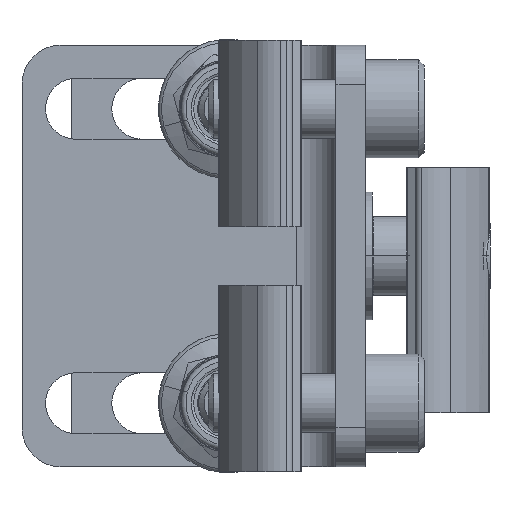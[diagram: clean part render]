
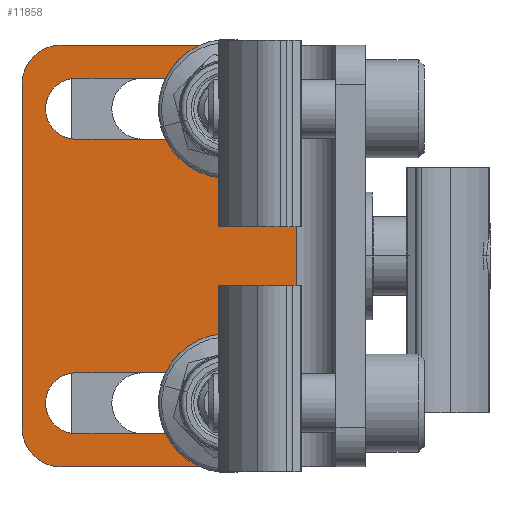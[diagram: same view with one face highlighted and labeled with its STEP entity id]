
A CAD part, front view. The second image highlights one B-rep face of the part: STEP entity #11858.
In plain terms, the highlighted face is planar.
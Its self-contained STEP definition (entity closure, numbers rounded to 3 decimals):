
#359 = DIRECTION ( 'NONE',  ( 1., 0., 0. ) ) ;
#395 = VERTEX_POINT ( 'NONE', #6904 ) ;
#530 = AXIS2_PLACEMENT_3D ( 'NONE', #13834, #19662, #3732 ) ;
#888 = CIRCLE ( 'NONE', #5346, 4. ) ;
#904 = DIRECTION ( 'NONE',  ( 0., 1., 0. ) ) ;
#945 = VECTOR ( 'NONE', #904, 1000. ) ;
#1030 = EDGE_CURVE ( 'NONE', #11463, #395, #18504, .T. ) ;
#1037 = CARTESIAN_POINT ( 'NONE',  ( 3., 7.4, 15. ) ) ;
#1101 = ORIENTED_EDGE ( 'NONE', *, *, #9245, .F. ) ;
#1679 = EDGE_CURVE ( 'NONE', #18956, #5545, #15835, .T. ) ;
#1738 = VERTEX_POINT ( 'NONE', #14111 ) ;
#1813 = VERTEX_POINT ( 'NONE', #15405 ) ;
#2024 = AXIS2_PLACEMENT_3D ( 'NONE', #8959, #21851, #4048 ) ;
#2432 = LINE ( 'NONE', #3944, #945 ) ;
#2549 = VERTEX_POINT ( 'NONE', #1037 ) ;
#2590 = EDGE_CURVE ( 'NONE', #5545, #395, #888, .T. ) ;
#2635 = VERTEX_POINT ( 'NONE', #16113 ) ;
#2788 = CARTESIAN_POINT ( 'NONE',  ( 3., 35., 11.9 ) ) ;
#2885 = AXIS2_PLACEMENT_3D ( 'NONE', #12276, #3141, #10299 ) ;
#3118 = CARTESIAN_POINT ( 'NONE',  ( 3., 10.5, 15. ) ) ;
#3141 = DIRECTION ( 'NONE',  ( 1., 0., 0. ) ) ;
#3171 = CARTESIAN_POINT ( 'NONE',  ( 3., 35., 17.5 ) ) ;
#3179 = VERTEX_POINT ( 'NONE', #19767 ) ;
#3291 = CIRCLE ( 'NONE', #11917, 3.1 ) ;
#3361 = LINE ( 'NONE', #14337, #13117 ) ;
#3569 = CARTESIAN_POINT ( 'NONE',  ( 3., 7., -21.5 ) ) ;
#3732 = DIRECTION ( 'NONE',  ( 0., -1., 0. ) ) ;
#3886 = FACE_BOUND ( 'NONE', #12373, .T. ) ;
#3944 = CARTESIAN_POINT ( 'NONE',  ( 3., 35., -18.1 ) ) ;
#4023 = DIRECTION ( 'NONE',  ( 0., 0., 1. ) ) ;
#4048 = DIRECTION ( 'NONE',  ( 0., -1., 0. ) ) ;
#4064 = EDGE_CURVE ( 'NONE', #21145, #14819, #3361, .T. ) ;
#4286 = CARTESIAN_POINT ( 'NONE',  ( 3., 29.5, 18.1 ) ) ;
#5065 = EDGE_LOOP ( 'NONE', ( #8697, #22941, #5490, #18706, #6095, #20830 ) ) ;
#5346 = AXIS2_PLACEMENT_3D ( 'NONE', #10139, #17743, #21349 ) ;
#5476 = LINE ( 'NONE', #20014, #5633 ) ;
#5490 = ORIENTED_EDGE ( 'NONE', *, *, #8376, .F. ) ;
#5545 = VERTEX_POINT ( 'NONE', #11986 ) ;
#5633 = VECTOR ( 'NONE', #11216, 1000. ) ;
#5734 = DIRECTION ( 'NONE',  ( 0., 0., 1. ) ) ;
#5768 = DIRECTION ( 'NONE',  ( -1., 0., 0. ) ) ;
#5892 = FACE_BOUND ( 'NONE', #17372, .T. ) ;
#6095 = ORIENTED_EDGE ( 'NONE', *, *, #2590, .F. ) ;
#6380 = EDGE_CURVE ( 'NONE', #2635, #9083, #3291, .T. ) ;
#6542 = CARTESIAN_POINT ( 'NONE',  ( 3., 10.5, -15. ) ) ;
#6773 = DIRECTION ( 'NONE',  ( 1., 0., 0. ) ) ;
#6904 = CARTESIAN_POINT ( 'NONE',  ( 3., 31., -21.5 ) ) ;
#7029 = CIRCLE ( 'NONE', #14826, 4. ) ;
#7286 = CIRCLE ( 'NONE', #20295, 3.1 ) ;
#7513 = EDGE_CURVE ( 'NONE', #13458, #1813, #15062, .T. ) ;
#7609 = VECTOR ( 'NONE', #8657, 1000. ) ;
#8119 = VERTEX_POINT ( 'NONE', #21188 ) ;
#8376 = EDGE_CURVE ( 'NONE', #11463, #21145, #11521, .T. ) ;
#8529 = ORIENTED_EDGE ( 'NONE', *, *, #9479, .F. ) ;
#8536 = CARTESIAN_POINT ( 'NONE',  ( 3., 35., 21.5 ) ) ;
#8657 = DIRECTION ( 'NONE',  ( 0., 0., -1. ) ) ;
#8697 = ORIENTED_EDGE ( 'NONE', *, *, #21063, .F. ) ;
#8870 = CIRCLE ( 'NONE', #2885, 3.1 ) ;
#8909 = DIRECTION ( 'NONE',  ( 0., -1., 0. ) ) ;
#8959 = CARTESIAN_POINT ( 'NONE',  ( 3., 29.5, -15. ) ) ;
#9014 = AXIS2_PLACEMENT_3D ( 'NONE', #3118, #6773, #20951 ) ;
#9083 = VERTEX_POINT ( 'NONE', #4286 ) ;
#9133 = LINE ( 'NONE', #10788, #18616 ) ;
#9245 = EDGE_CURVE ( 'NONE', #8119, #2635, #11702, .T. ) ;
#9359 = DIRECTION ( 'NONE',  ( 0., -1., 0. ) ) ;
#9479 = EDGE_CURVE ( 'NONE', #23021, #2549, #15332, .T. ) ;
#9774 = ORIENTED_EDGE ( 'NONE', *, *, #6380, .F. ) ;
#9800 = ORIENTED_EDGE ( 'NONE', *, *, #19718, .F. ) ;
#10139 = CARTESIAN_POINT ( 'NONE',  ( 3., 31., -17.5 ) ) ;
#10268 = AXIS2_PLACEMENT_3D ( 'NONE', #21689, #5768, #18318 ) ;
#10299 = DIRECTION ( 'NONE',  ( 0., -1., 0. ) ) ;
#10427 = ORIENTED_EDGE ( 'NONE', *, *, #20122, .F. ) ;
#10788 = CARTESIAN_POINT ( 'NONE',  ( 3., 35., -11.9 ) ) ;
#10988 = ORIENTED_EDGE ( 'NONE', *, *, #19827, .F. ) ;
#11048 = CARTESIAN_POINT ( 'NONE',  ( 3., 7., 21.5 ) ) ;
#11216 = DIRECTION ( 'NONE',  ( 0., -1., 0. ) ) ;
#11463 = VERTEX_POINT ( 'NONE', #3569 ) ;
#11521 = LINE ( 'NONE', #11048, #12161 ) ;
#11702 = LINE ( 'NONE', #2788, #19033 ) ;
#11858 = ADVANCED_FACE ( 'NONE', ( #3886, #5892, #13016 ), #20068, .F. ) ;
#11917 = AXIS2_PLACEMENT_3D ( 'NONE', #22043, #359, #9359 ) ;
#11986 = CARTESIAN_POINT ( 'NONE',  ( 3., 35., -17.5 ) ) ;
#12161 = VECTOR ( 'NONE', #4023, 1000. ) ;
#12276 = CARTESIAN_POINT ( 'NONE',  ( 3., 10.5, -15. ) ) ;
#12373 = EDGE_LOOP ( 'NONE', ( #9774, #1101, #9800, #8529, #22591 ) ) ;
#12830 = ORIENTED_EDGE ( 'NONE', *, *, #16513, .F. ) ;
#12964 = CARTESIAN_POINT ( 'NONE',  ( 3., 29.5, -18.1 ) ) ;
#13016 = FACE_OUTER_BOUND ( 'NONE', #5065, .T. ) ;
#13081 = DIRECTION ( 'NONE',  ( 0., 1., 0. ) ) ;
#13097 = DIRECTION ( 'NONE',  ( 0., 1., 0. ) ) ;
#13117 = VECTOR ( 'NONE', #22713, 1000. ) ;
#13458 = VERTEX_POINT ( 'NONE', #12964 ) ;
#13490 = EDGE_CURVE ( 'NONE', #9083, #23021, #5476, .T. ) ;
#13834 = CARTESIAN_POINT ( 'NONE',  ( 3., 10.5, 15. ) ) ;
#13897 = DIRECTION ( 'NONE',  ( 0., -1., 0. ) ) ;
#14111 = CARTESIAN_POINT ( 'NONE',  ( 3., 10.5, -11.9 ) ) ;
#14119 = CARTESIAN_POINT ( 'NONE',  ( 3., 31., 21.5 ) ) ;
#14337 = CARTESIAN_POINT ( 'NONE',  ( 3., 7., 21.5 ) ) ;
#14819 = VERTEX_POINT ( 'NONE', #14119 ) ;
#14826 = AXIS2_PLACEMENT_3D ( 'NONE', #21422, #18280, #5734 ) ;
#15062 = CIRCLE ( 'NONE', #2024, 3.1 ) ;
#15332 = CIRCLE ( 'NONE', #9014, 3.1 ) ;
#15353 = VECTOR ( 'NONE', #13081, 1000. ) ;
#15405 = CARTESIAN_POINT ( 'NONE',  ( 3., 29.5, -11.9 ) ) ;
#15595 = DIRECTION ( 'NONE',  ( 1., 0., 0. ) ) ;
#15835 = LINE ( 'NONE', #8536, #7609 ) ;
#16113 = CARTESIAN_POINT ( 'NONE',  ( 3., 29.5, 11.9 ) ) ;
#16164 = CIRCLE ( 'NONE', #530, 3.1 ) ;
#16513 = EDGE_CURVE ( 'NONE', #1738, #3179, #8870, .T. ) ;
#17372 = EDGE_LOOP ( 'NONE', ( #18618, #10427, #10988, #12830, #19317 ) ) ;
#17422 = CARTESIAN_POINT ( 'NONE',  ( 3., 7., 21.5 ) ) ;
#17743 = DIRECTION ( 'NONE',  ( -1., 0., 0. ) ) ;
#18262 = CARTESIAN_POINT ( 'NONE',  ( 3., 7., -21.5 ) ) ;
#18280 = DIRECTION ( 'NONE',  ( -1., 0., 0. ) ) ;
#18318 = DIRECTION ( 'NONE',  ( 0., -1., 0. ) ) ;
#18504 = LINE ( 'NONE', #18262, #15353 ) ;
#18616 = VECTOR ( 'NONE', #8909, 1000. ) ;
#18618 = ORIENTED_EDGE ( 'NONE', *, *, #7513, .F. ) ;
#18706 = ORIENTED_EDGE ( 'NONE', *, *, #1030, .T. ) ;
#18956 = VERTEX_POINT ( 'NONE', #3171 ) ;
#19033 = VECTOR ( 'NONE', #13097, 1000. ) ;
#19312 = CARTESIAN_POINT ( 'NONE',  ( 3., 10.5, 18.1 ) ) ;
#19317 = ORIENTED_EDGE ( 'NONE', *, *, #22742, .F. ) ;
#19662 = DIRECTION ( 'NONE',  ( 1., 0., 0. ) ) ;
#19718 = EDGE_CURVE ( 'NONE', #2549, #8119, #16164, .T. ) ;
#19767 = CARTESIAN_POINT ( 'NONE',  ( 3., 7.4, -15. ) ) ;
#19827 = EDGE_CURVE ( 'NONE', #3179, #21357, #7286, .T. ) ;
#20014 = CARTESIAN_POINT ( 'NONE',  ( 3., 35., 18.1 ) ) ;
#20068 = PLANE ( 'NONE',  #10268 ) ;
#20122 = EDGE_CURVE ( 'NONE', #21357, #13458, #2432, .T. ) ;
#20295 = AXIS2_PLACEMENT_3D ( 'NONE', #6542, #15595, #13897 ) ;
#20830 = ORIENTED_EDGE ( 'NONE', *, *, #1679, .F. ) ;
#20951 = DIRECTION ( 'NONE',  ( 0., -1., 0. ) ) ;
#21063 = EDGE_CURVE ( 'NONE', #14819, #18956, #7029, .T. ) ;
#21145 = VERTEX_POINT ( 'NONE', #17422 ) ;
#21188 = CARTESIAN_POINT ( 'NONE',  ( 3., 10.5, 11.9 ) ) ;
#21349 = DIRECTION ( 'NONE',  ( 0., 0., -1. ) ) ;
#21357 = VERTEX_POINT ( 'NONE', #21597 ) ;
#21422 = CARTESIAN_POINT ( 'NONE',  ( 3., 31., 17.5 ) ) ;
#21597 = CARTESIAN_POINT ( 'NONE',  ( 3., 10.5, -18.1 ) ) ;
#21689 = CARTESIAN_POINT ( 'NONE',  ( 3., 35., 21.5 ) ) ;
#21851 = DIRECTION ( 'NONE',  ( 1., 0., 0. ) ) ;
#22043 = CARTESIAN_POINT ( 'NONE',  ( 3., 29.5, 15. ) ) ;
#22591 = ORIENTED_EDGE ( 'NONE', *, *, #13490, .F. ) ;
#22713 = DIRECTION ( 'NONE',  ( 0., 1., 0. ) ) ;
#22742 = EDGE_CURVE ( 'NONE', #1813, #1738, #9133, .T. ) ;
#22941 = ORIENTED_EDGE ( 'NONE', *, *, #4064, .F. ) ;
#23021 = VERTEX_POINT ( 'NONE', #19312 ) ;
